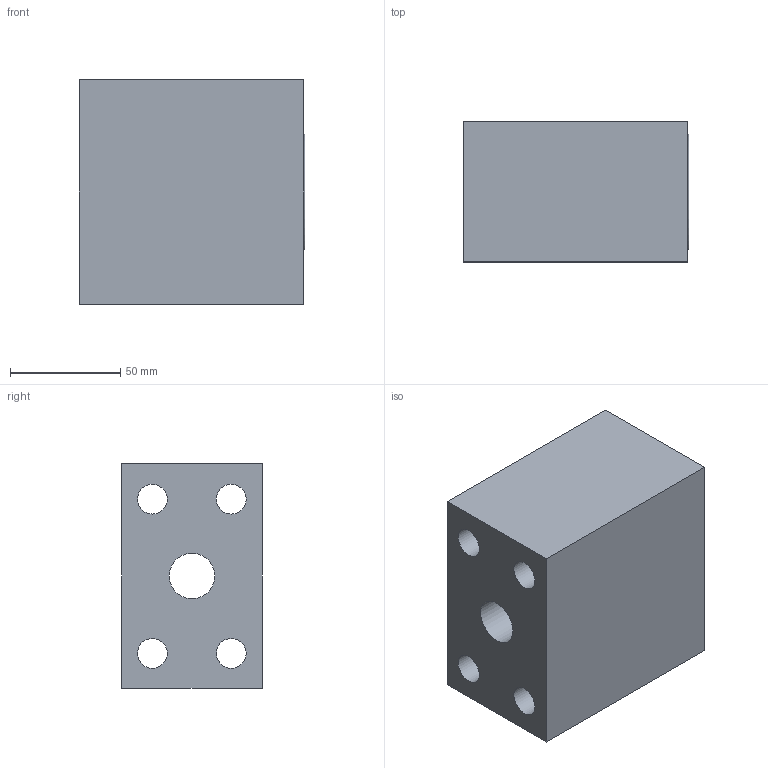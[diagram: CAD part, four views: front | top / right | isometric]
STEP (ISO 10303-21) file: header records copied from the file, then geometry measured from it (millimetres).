
FILE_DESCRIPTION((''),'2;1');
FILE_NAME('90200-150.stp','2015-01-05T11:37:39',('jml'),(''),'Autodesk Inventor 2010','Autodesk Inventor 2010','');
FILE_SCHEMA(('AUTOMOTIVE_DESIGN { 1 0 10303 214 1 1 1 1 }'));
Length unit declared in the file: inch
Products named in the file (3): 90200-150; 300233; 225 O-RING
Assembly tree (2 placements, depth 2):
  90200-150
    300233
    225 O-RING
Bounding box: 102.21 x 63.5 x 101.6 mm (x, y, z)
Volume: 563003.5 mm3; surface area: 71146.3 mm2
Topology: 2 solids, 2 shells, 114 faces, 297 edges, 200 vertices
Faces by surface type: plane 91, cylinder 22, torus 1
Full cylindrical faces by diameter (mm): 2.088 x1, 13.487 x4, 20.625 x1, 45.085 x1, 53.975 x1
Entity records: 3600 total; most frequent: CARTESIAN_POINT 594, DIRECTION 566, ORIENTED_EDGE 564, EDGE_CURVE 282, VECTOR 236, LINE 236, VERTEX_POINT 193, AXIS2_PLACEMENT_3D 165
